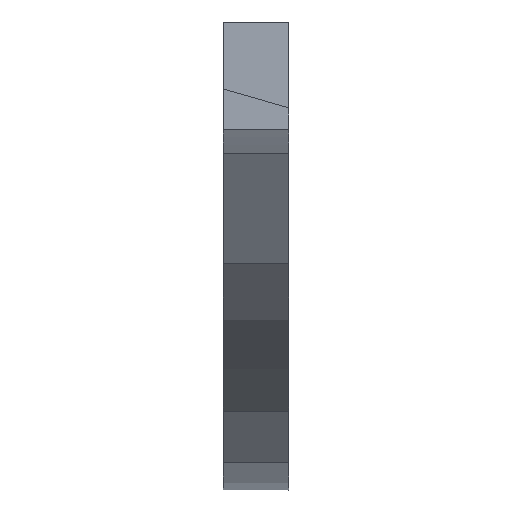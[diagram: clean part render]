
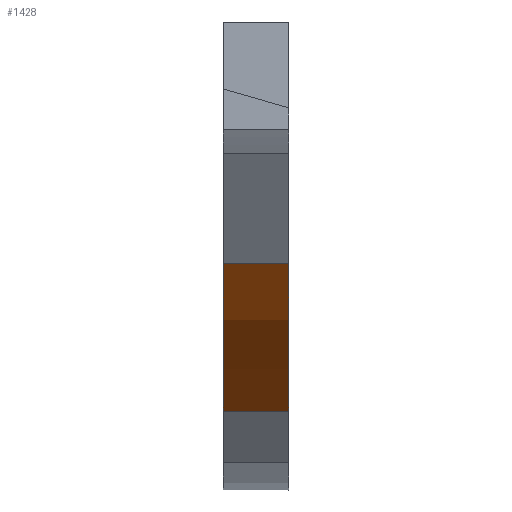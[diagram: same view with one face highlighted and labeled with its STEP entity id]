
A CAD part, left-side view. The second image highlights one B-rep face of the part: STEP entity #1428.
In plain terms, the highlighted cylindrical face has radius 50 mm (diameter 100 mm), a partial arc.
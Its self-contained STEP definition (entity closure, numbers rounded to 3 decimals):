
#133=FACE_OUTER_BOUND('',#210,.T.);
#210=EDGE_LOOP('',(#1319,#1320,#1321,#1322));
#271=LINE('',#2149,#426);
#366=LINE('',#2383,#521);
#426=VECTOR('',#1740,10.);
#521=VECTOR('',#1963,10.);
#564=CIRCLE('',#1518,50.);
#567=CIRCLE('',#1526,50.);
#636=VERTEX_POINT('',#2145);
#638=VERTEX_POINT('',#2148);
#677=VERTEX_POINT('',#2236);
#687=VERTEX_POINT('',#2267);
#799=EDGE_CURVE('',#638,#636,#271,.T.);
#845=EDGE_CURVE('',#677,#636,#564,.T.);
#860=EDGE_CURVE('',#687,#638,#567,.T.);
#918=EDGE_CURVE('',#677,#687,#366,.T.);
#1319=ORIENTED_EDGE('',*,*,#799,.T.);
#1320=ORIENTED_EDGE('',*,*,#845,.F.);
#1321=ORIENTED_EDGE('',*,*,#918,.T.);
#1322=ORIENTED_EDGE('',*,*,#860,.T.);
#1359=CYLINDRICAL_SURFACE('',#1565,50.);
#1428=ADVANCED_FACE('',(#133),#1359,.T.);
#1518=AXIS2_PLACEMENT_3D('',#2238,#1806,#1807);
#1526=AXIS2_PLACEMENT_3D('',#2268,#1834,#1835);
#1565=AXIS2_PLACEMENT_3D('',#2382,#1961,#1962);
#1740=DIRECTION('',(0.,-1.,0.));
#1806=DIRECTION('center_axis',(0.,-1.,0.));
#1807=DIRECTION('ref_axis',(-1.,0.,0.));
#1834=DIRECTION('center_axis',(0.,-1.,0.));
#1835=DIRECTION('ref_axis',(-1.,0.,0.));
#1961=DIRECTION('center_axis',(0.,-1.,0.));
#1962=DIRECTION('ref_axis',(-1.,0.,0.));
#1963=DIRECTION('',(0.,1.,0.));
#2145=CARTESIAN_POINT('',(-23.79,18.8,-43.977));
#2148=CARTESIAN_POINT('',(-23.79,23.8,-43.977));
#2149=CARTESIAN_POINT('',(-23.79,18.8,-43.977));
#2236=CARTESIAN_POINT('',(-37.786,18.8,-32.745));
#2238=CARTESIAN_POINT('Origin',(0.,18.8,0.));
#2267=CARTESIAN_POINT('',(-37.786,23.8,-32.745));
#2268=CARTESIAN_POINT('Origin',(0.,23.8,0.));
#2382=CARTESIAN_POINT('Origin',(0.,18.8,0.));
#2383=CARTESIAN_POINT('',(-37.786,18.8,-32.745));
